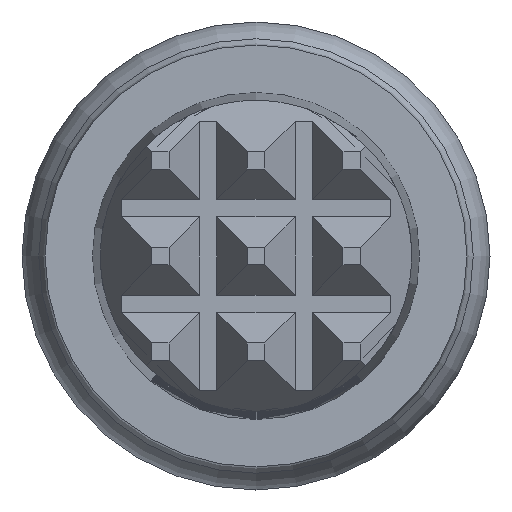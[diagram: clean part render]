
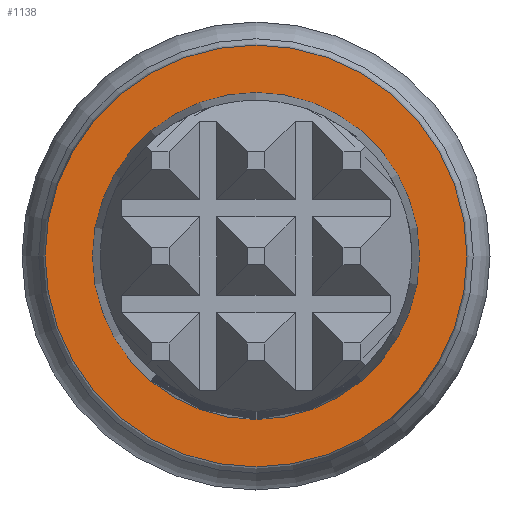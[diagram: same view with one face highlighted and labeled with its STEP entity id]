
A CAD part, left-side view. The second image highlights one B-rep face of the part: STEP entity #1138.
In plain terms, the highlighted planar face has unit normal (-1, 0, 0).
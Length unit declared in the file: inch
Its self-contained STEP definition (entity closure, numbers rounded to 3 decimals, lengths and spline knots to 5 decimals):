
#7 = DIRECTION ( 'NONE',  ( 1., 0., 0. ) ) ;
#72 = DIRECTION ( 'NONE',  ( 0., 0., -1. ) ) ;
#83 = CIRCLE ( 'NONE', #2186, 0.02425 ) ;
#180 = FACE_BOUND ( 'NONE', #491, .T. ) ;
#182 = CARTESIAN_POINT ( 'NONE',  ( 0., 0., -0.02425 ) ) ;
#215 = ORIENTED_EDGE ( 'NONE', *, *, #2244, .F. ) ;
#491 = EDGE_LOOP ( 'NONE', ( #2228 ) ) ;
#556 = CARTESIAN_POINT ( 'NONE',  ( 0., 0., 0. ) ) ;
#564 = AXIS2_PLACEMENT_3D ( 'NONE', #1757, #810, #72 ) ;
#688 = VERTEX_POINT ( 'NONE', #182 ) ;
#707 = DIRECTION ( 'NONE',  ( 1., 0., 0. ) ) ;
#810 = DIRECTION ( 'NONE',  ( 1., 0., 0. ) ) ;
#881 = VERTEX_POINT ( 'NONE', #1820 ) ;
#895 = AXIS2_PLACEMENT_3D ( 'NONE', #556, #7, #972 ) ;
#972 = DIRECTION ( 'NONE',  ( 0., 0., -1. ) ) ;
#1130 = FACE_OUTER_BOUND ( 'NONE', #1284, .T. ) ;
#1138 = ADVANCED_FACE ( 'NONE', ( #180, #1130 ), #1331, .F. ) ;
#1281 = CARTESIAN_POINT ( 'NONE',  ( 0., 0., 0. ) ) ;
#1284 = EDGE_LOOP ( 'NONE', ( #215 ) ) ;
#1296 = DIRECTION ( 'NONE',  ( 0., 0., -1. ) ) ;
#1331 = PLANE ( 'NONE',  #564 ) ;
#1757 = CARTESIAN_POINT ( 'NONE',  ( 0., 0.02725, 0. ) ) ;
#1820 = CARTESIAN_POINT ( 'NONE',  ( 0., 0., -0.01879 ) ) ;
#2046 = CIRCLE ( 'NONE', #895, 0.01879 ) ;
#2186 = AXIS2_PLACEMENT_3D ( 'NONE', #1281, #707, #1296 ) ;
#2228 = ORIENTED_EDGE ( 'NONE', *, *, #2270, .T. ) ;
#2244 = EDGE_CURVE ( 'NONE', #688, #688, #83, .T. ) ;
#2270 = EDGE_CURVE ( 'NONE', #881, #881, #2046, .T. ) ;
